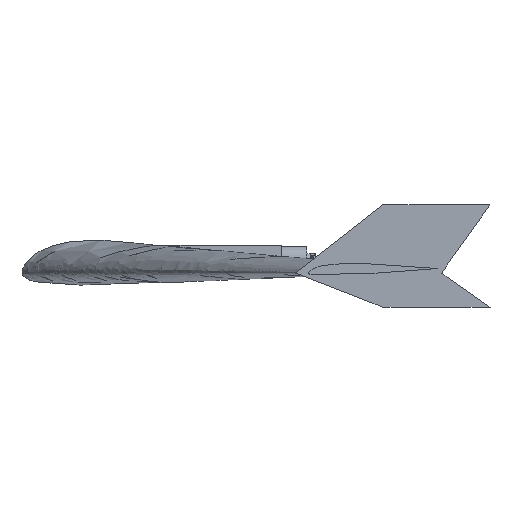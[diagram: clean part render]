
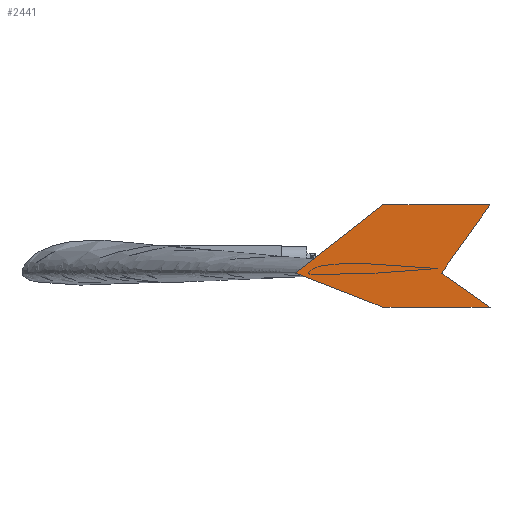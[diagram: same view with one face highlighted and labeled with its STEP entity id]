
A CAD part, front view. The second image highlights one B-rep face of the part: STEP entity #2441.
In plain terms, the highlighted planar face has unit normal (0, -1, 0).
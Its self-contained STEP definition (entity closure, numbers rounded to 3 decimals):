
#2338 = VERTEX_POINT('',#2339);
#2339 = CARTESIAN_POINT('',(0.457,-1.198,0.));
#2348 = SURFACE_OF_LINEAR_EXTRUSION('',#2349,#2357);
#2349 = B_SPLINE_CURVE_WITH_KNOTS('',1,(#2350,#2351,#2352,#2353,#2354,
    #2355,#2356),.UNSPECIFIED.,.T.,.F.,(2,1,1,1,1,1,2),(0.,
    0.483,1.033,1.338,1.768,
    2.318,2.888),.UNSPECIFIED.);
#2350 = CARTESIAN_POINT('',(0.457,-1.198,0.));
#2351 = CARTESIAN_POINT('',(0.603,-1.198,
    -0.057));
#2352 = CARTESIAN_POINT('',(0.782,-1.198,
    -0.057));
#2353 = CARTESIAN_POINT('',(0.701,-1.198,0.));
#2354 = CARTESIAN_POINT('',(0.782,-1.198,0.114
    ));
#2355 = CARTESIAN_POINT('',(0.603,-1.198,
    0.114));
#2356 = CARTESIAN_POINT('',(0.457,-1.198,0.));
#2357 = VECTOR('',#2358,1.);
#2358 = DIRECTION('',(-0.,-1.,0.));
#2408 = EDGE_CURVE('',#2338,#2338,#2409,.T.);
#2409 = SURFACE_CURVE('',#2410,(#2418,#2425),.PCURVE_S1.);
#2410 = B_SPLINE_CURVE_WITH_KNOTS('',1,(#2411,#2412,#2413,#2414,#2415,
    #2416,#2417),.UNSPECIFIED.,.T.,.F.,(2,1,1,1,1,1,2),(0.,
    0.483,1.033,1.338,1.768,
    2.318,2.888),.UNSPECIFIED.);
#2411 = CARTESIAN_POINT('',(0.457,-1.198,0.));
#2412 = CARTESIAN_POINT('',(0.603,-1.198,
    -0.057));
#2413 = CARTESIAN_POINT('',(0.782,-1.198,
    -0.057));
#2414 = CARTESIAN_POINT('',(0.701,-1.198,0.));
#2415 = CARTESIAN_POINT('',(0.782,-1.198,0.114
    ));
#2416 = CARTESIAN_POINT('',(0.603,-1.198,
    0.114));
#2417 = CARTESIAN_POINT('',(0.457,-1.198,0.));
#2418 = PCURVE('',#2348,#2419);
#2419 = DEFINITIONAL_REPRESENTATION('',(#2420),#2424);
#2420 = LINE('',#2421,#2422);
#2421 = CARTESIAN_POINT('',(0.,0.));
#2422 = VECTOR('',#2423,1.);
#2423 = DIRECTION('',(1.,0.));
#2424 = ( GEOMETRIC_REPRESENTATION_CONTEXT(2) 
PARAMETRIC_REPRESENTATION_CONTEXT() REPRESENTATION_CONTEXT('2D SPACE',''
  ) );
#2425 = PCURVE('',#2426,#2431);
#2426 = PLANE('',#2427);
#2427 = AXIS2_PLACEMENT_3D('',#2428,#2429,#2430);
#2428 = CARTESIAN_POINT('',(0.646,-1.198,
    0.023));
#2429 = DIRECTION('',(-0.,1.,0.));
#2430 = DIRECTION('',(-1.,0.,0.));
#2431 = DEFINITIONAL_REPRESENTATION('',(#2432),#2440);
#2432 = B_SPLINE_CURVE_WITH_KNOTS('',1,(#2433,#2434,#2435,#2436,#2437,
    #2438,#2439),.UNSPECIFIED.,.T.,.F.,(2,1,1,1,1,1,2),(0.,
    0.483,1.033,1.338,1.768,
    2.318,2.888),.UNSPECIFIED.);
#2433 = CARTESIAN_POINT('',(0.189,-0.023));
#2434 = CARTESIAN_POINT('',(0.043,-0.08));
#2435 = CARTESIAN_POINT('',(-0.136,-0.08));
#2436 = CARTESIAN_POINT('',(-0.055,-0.023));
#2437 = CARTESIAN_POINT('',(-0.136,0.091));
#2438 = CARTESIAN_POINT('',(0.043,0.091));
#2439 = CARTESIAN_POINT('',(0.189,-0.023));
#2440 = ( GEOMETRIC_REPRESENTATION_CONTEXT(2) 
PARAMETRIC_REPRESENTATION_CONTEXT() REPRESENTATION_CONTEXT('2D SPACE',''
  ) );
#2441 = ADVANCED_FACE('',(#2442),#2426,.F.);
#2442 = FACE_BOUND('',#2443,.T.);
#2443 = EDGE_LOOP('',(#2444));
#2444 = ORIENTED_EDGE('',*,*,#2408,.T.);
